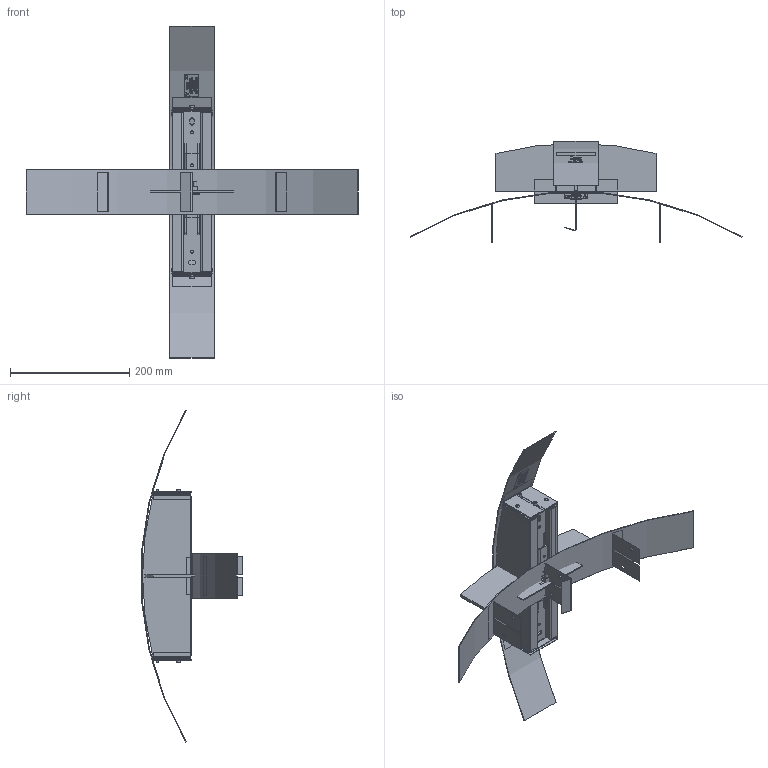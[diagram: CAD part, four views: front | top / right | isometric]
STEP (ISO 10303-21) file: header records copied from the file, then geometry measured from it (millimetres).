
FILE_DESCRIPTION( ( 'STEP AP203' ), '1' );
FILE_NAME( '4282.stp', '2015-07-07T07:16:59', ( ' ' ), ( ' ' ), 'XStep 1.0', ' ', ' ' );
FILE_SCHEMA( ( 'CONFIG_CONTROL_DESIGN) ( )' ) );
Length unit declared in the file: metre
Products named in the file (27): Assem1; Assem2; Assem3; Assem4; 1; 2; 3; 4; 5; 6; 7; 8; 9; 10; 11; 12; 13; 14; 15; 16; 17; 18; 19; 20; 21; 22; 23
Bounding box: 556 x 169.43 x 556 mm (x, y, z)
Volume: 788028.3 mm3; surface area: 861118.1 mm2
Topology: 63 solids, 63 shells, 3225 faces, 8401 edges, 5537 vertices
Faces by surface type: plane 1990, cylinder 1015, extrusion 190, cone 20, torus 6, sphere 4
Full cylindrical faces by diameter (mm): 0.337 x2, 0.538 x2, 2.3 x2, 2.459 x3, 2.5 x4, 3 x12, 3.2 x26, 3.242 x21, 3.3 x2, 4 x9, 4.2 x4, 4.21 x8, 4.3 x2, 4.5 x12, 4.8 x2, 5 x15, 5.2 x2, 5.5 x8, 6 x2, 6.8 x5, 7 x30, 7.7 x4, 8 x10, 12 x2, 15 x5, 18.5 x4
Entity records: 48411 total; most frequent: CARTESIAN_POINT 12975, ORIENTED_EDGE 7180, DIRECTION 6612, EDGE_CURVE 3590, VERTEX_POINT 2438, AXIS2_PLACEMENT_3D 2265, VECTOR 2082, LINE 1987
